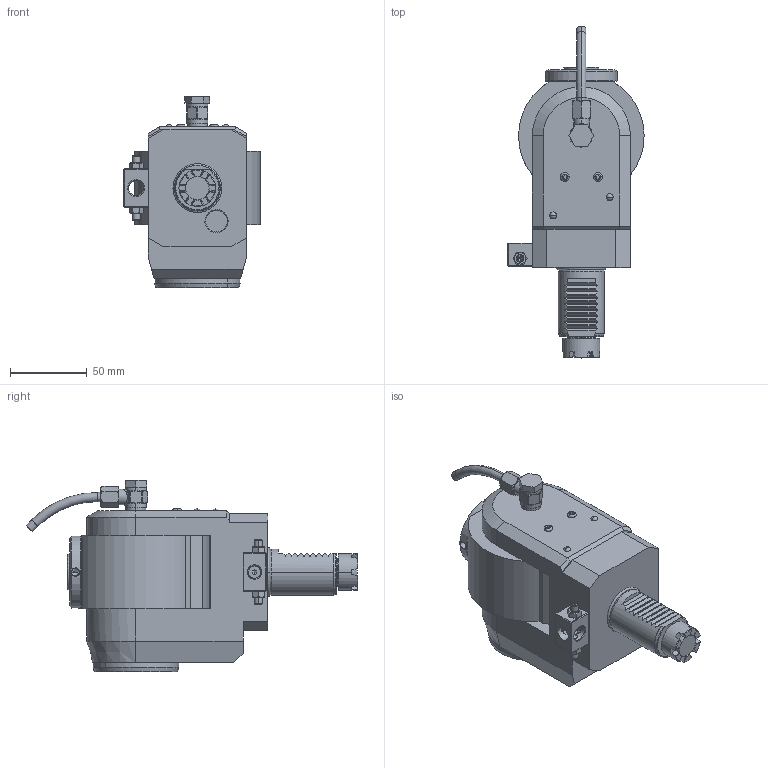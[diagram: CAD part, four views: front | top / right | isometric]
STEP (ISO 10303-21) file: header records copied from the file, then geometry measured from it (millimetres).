
FILE_DESCRIPTION((''),'2;1');
FILE_NAME('NGT1_30_541_16_2_2','2020-06-12T',('vali'),('NOVA GRUP'),'PRO/ENGINEER BY PARAMETRIC TECHNOLOGY CORPORATION, 2010280','PRO/ENGINEER BY PARAMETRIC TECHNOLOGY CORPORATION, 2010280','');
FILE_SCHEMA(('CONFIG_CONTROL_DESIGN'));
Length unit declared in the file: millimetre
Products named in the file (1): NGT1_30_541_16_2_2
Bounding box: 89 x 216.67 x 124.9 mm (x, y, z)
Volume: 774226.1 mm3; surface area: 71517.2 mm2
Topology: 1 solids, 2 shells, 538 faces, 1331 edges, 810 vertices
Faces by surface type: plane 235, cylinder 140, cone 81, bspline 46, torus 32, sphere 4
Entity records: 22083 total; most frequent: CARTESIAN_POINT 9993, ORIENTED_EDGE 2614, DIRECTION 2320, EDGE_CURVE 1307, AXIS2_PLACEMENT_3D 860, VERTEX_POINT 810, VECTOR 600, LINE 600
